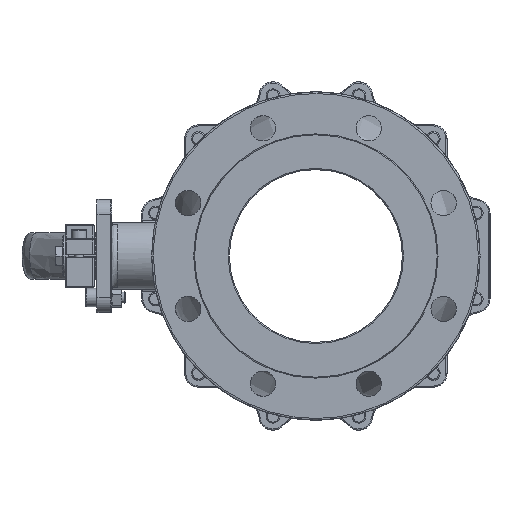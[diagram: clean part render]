
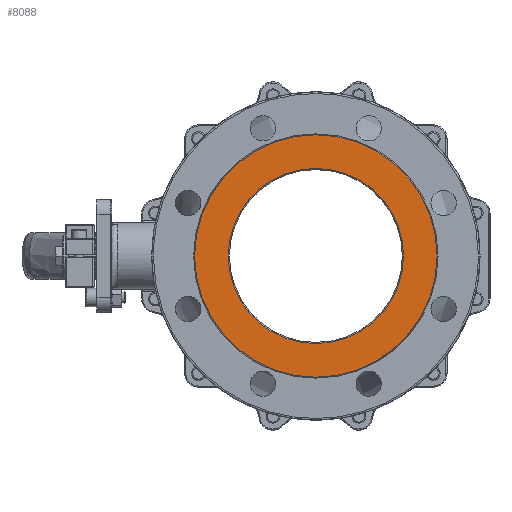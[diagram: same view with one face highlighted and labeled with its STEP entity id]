
A CAD part, left-side view. The second image highlights one B-rep face of the part: STEP entity #8088.
In plain terms, the highlighted planar face has unit normal (-1, 0, 0).
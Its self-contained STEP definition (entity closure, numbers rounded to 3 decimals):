
#697 = DIRECTION ( 'NONE',  ( 1., 0., 0. ) ) ;
#1423 = CARTESIAN_POINT ( 'NONE',  ( -155., 0., 0. ) ) ;
#2103 = ORIENTED_EDGE ( 'NONE', *, *, #56510, .F. ) ;
#2985 = DIRECTION ( 'NONE',  ( 0., -1., 0. ) ) ;
#4229 = VERTEX_POINT ( 'NONE', #47846 ) ;
#4871 = VERTEX_POINT ( 'NONE', #34301 ) ;
#5387 = AXIS2_PLACEMENT_3D ( 'NONE', #54550, #65529, #44886 ) ;
#7615 = DIRECTION ( 'NONE',  ( 0., 1., 0. ) ) ;
#8088 = ADVANCED_FACE ( 'NONE', ( #61140, #43997 ), #40130, .T. ) ;
#12509 = EDGE_CURVE ( 'NONE', #48052, #4871, #29582, .T. ) ;
#16063 = CIRCLE ( 'NONE', #46778, 105.196 ) ;
#21352 = CARTESIAN_POINT ( 'NONE',  ( -155., 0., 0. ) ) ;
#23019 = EDGE_CURVE ( 'NONE', #4229, #56477, #39462, .T. ) ;
#23135 = CARTESIAN_POINT ( 'NONE',  ( -155., 0., -76. ) ) ;
#26263 = AXIS2_PLACEMENT_3D ( 'NONE', #45548, #35213, #56198 ) ;
#26413 = ORIENTED_EDGE ( 'NONE', *, *, #23019, .F. ) ;
#27128 = EDGE_CURVE ( 'NONE', #4871, #48052, #44031, .T. ) ;
#29582 = CIRCLE ( 'NONE', #5387, 76. ) ;
#29658 = ORIENTED_EDGE ( 'NONE', *, *, #27128, .T. ) ;
#29702 = AXIS2_PLACEMENT_3D ( 'NONE', #21352, #697, #31619 ) ;
#31619 = DIRECTION ( 'NONE',  ( 0., 0., 1. ) ) ;
#34301 = CARTESIAN_POINT ( 'NONE',  ( -155., 0., 76. ) ) ;
#34988 = CARTESIAN_POINT ( 'NONE',  ( -155., 76., 0. ) ) ;
#35213 = DIRECTION ( 'NONE',  ( 1., 0., 0. ) ) ;
#38167 = EDGE_LOOP ( 'NONE', ( #26413, #2103 ) ) ;
#39462 = CIRCLE ( 'NONE', #26263, 105.196 ) ;
#40130 = PLANE ( 'NONE',  #65384 ) ;
#43997 = FACE_BOUND ( 'NONE', #44395, .T. ) ;
#44031 = CIRCLE ( 'NONE', #29702, 76. ) ;
#44395 = EDGE_LOOP ( 'NONE', ( #29658, #45819 ) ) ;
#44886 = DIRECTION ( 'NONE',  ( 0., 0., 1. ) ) ;
#45548 = CARTESIAN_POINT ( 'NONE',  ( -155., 0., 0. ) ) ;
#45819 = ORIENTED_EDGE ( 'NONE', *, *, #12509, .T. ) ;
#46778 = AXIS2_PLACEMENT_3D ( 'NONE', #1423, #54041, #7615 ) ;
#47846 = CARTESIAN_POINT ( 'NONE',  ( -155., 105.196, 0. ) ) ;
#48052 = VERTEX_POINT ( 'NONE', #23135 ) ;
#49801 = DIRECTION ( 'NONE',  ( -1., 0., 0. ) ) ;
#53700 = CARTESIAN_POINT ( 'NONE',  ( -155., -105.196, 0. ) ) ;
#54041 = DIRECTION ( 'NONE',  ( 1., 0., 0. ) ) ;
#54550 = CARTESIAN_POINT ( 'NONE',  ( -155., 0., 0. ) ) ;
#56198 = DIRECTION ( 'NONE',  ( 0., 1., 0. ) ) ;
#56477 = VERTEX_POINT ( 'NONE', #53700 ) ;
#56510 = EDGE_CURVE ( 'NONE', #56477, #4229, #16063, .T. ) ;
#61140 = FACE_OUTER_BOUND ( 'NONE', #38167, .T. ) ;
#65384 = AXIS2_PLACEMENT_3D ( 'NONE', #34988, #49801, #2985 ) ;
#65529 = DIRECTION ( 'NONE',  ( 1., 0., 0. ) ) ;
